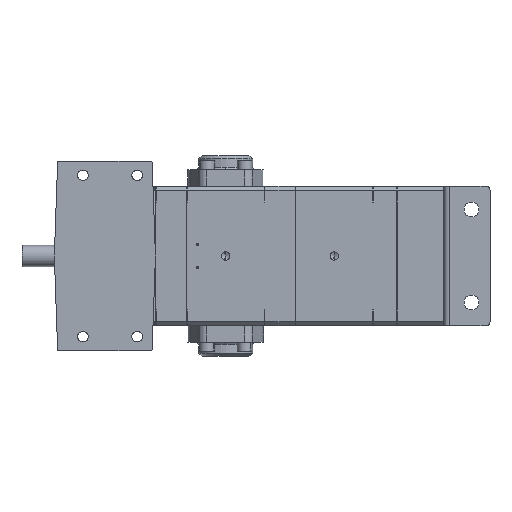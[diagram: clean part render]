
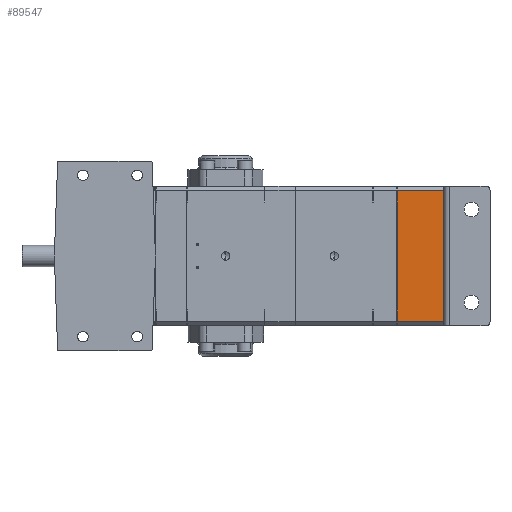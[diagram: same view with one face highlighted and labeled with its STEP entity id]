
A CAD part, front view. The second image highlights one B-rep face of the part: STEP entity #89547.
In plain terms, the highlighted planar face has unit normal (0, -1, 0).
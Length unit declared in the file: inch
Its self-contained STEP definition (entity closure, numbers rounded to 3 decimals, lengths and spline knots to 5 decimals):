
#3297 = CARTESIAN_POINT ( 'NONE',  ( 18.5435, -6., 4.25 ) ) ;
#7527 = VECTOR ( 'NONE', #110523, 39.37008 ) ;
#11642 = VECTOR ( 'NONE', #49480, 39.37008 ) ;
#12634 = PLANE ( 'NONE',  #87041 ) ;
#14735 = EDGE_CURVE ( 'Defeatured_0_359+Defeatured_0_320+Defeatured_0_321+Defeatured_0_0', #35030, #25796, #17610, .T. ) ;
#15627 = VECTOR ( 'NONE', #122661, 39.37008 ) ;
#17350 = EDGE_CURVE ( 'Defeatured_0_354+Defeatured_0_359+Defeatured_0_321+Defeatured_0_404', #32909, #31298, #37686, .T. ) ;
#17610 = LINE ( 'NONE', #20458, #21148 ) ;
#20458 = CARTESIAN_POINT ( 'NONE',  ( 18.6335, -6., -4.25 ) ) ;
#21148 = VECTOR ( 'NONE', #64989, 39.37008 ) ;
#23041 = ORIENTED_EDGE ( 'NONE', *, *, #61862, .T. ) ;
#23995 = CARTESIAN_POINT ( 'NONE',  ( 15.5585, -6., 3.47948 ) ) ;
#25347 = CARTESIAN_POINT ( 'NONE',  ( 15.5585, -6., 3.47948 ) ) ;
#25796 = VERTEX_POINT ( 'NONE', #70530 ) ;
#27926 = EDGE_CURVE ( 'Defeatured_0_404+Defeatured_0_359+Defeatured_0_354+Defeatured_0_358', #31298, #89843, #127049, .T. ) ;
#29208 = ORIENTED_EDGE ( 'NONE', *, *, #14735, .T. ) ;
#31058 = FACE_OUTER_BOUND ( 'NONE', #36005, .T. ) ;
#31298 = VERTEX_POINT ( 'NONE', #92985 ) ;
#31503 = LINE ( 'NONE', #135002, #15627 ) ;
#32909 = VERTEX_POINT ( 'NONE', #73914 ) ;
#34913 = DIRECTION ( 'NONE',  ( 0., 1., 0. ) ) ;
#35030 = VERTEX_POINT ( 'NONE', #119114 ) ;
#36005 = EDGE_LOOP ( 'NONE', ( #53578, #52500, #98923, #29208, #44889, #23041, #79347, #39727 ) ) ;
#36383 = CARTESIAN_POINT ( 'NONE',  ( 18.6335, -6., 4.54 ) ) ;
#37686 = LINE ( 'NONE', #54536, #7527 ) ;
#37751 = EDGE_CURVE ( 'Defeatured_0_317+Defeatured_0_359+Defeatured_0_358+Defeatured_0_318', #57784, #49264, #142464, .T. ) ;
#39727 = ORIENTED_EDGE ( 'NONE', *, *, #130084, .F. ) ;
#44191 = CARTESIAN_POINT ( 'NONE',  ( 15.5455, -6., 3.47948 ) ) ;
#44889 = ORIENTED_EDGE ( 'NONE', *, *, #100075, .F. ) ;
#45208 = VECTOR ( 'NONE', #132672, 39.37008 ) ;
#48493 = VECTOR ( 'NONE', #70129, 39.37008 ) ;
#49086 = DIRECTION ( 'NONE',  ( 1., 0., 0. ) ) ;
#49264 = VERTEX_POINT ( 'NONE', #79227 ) ;
#49480 = DIRECTION ( 'NONE',  ( 0., 0., -1. ) ) ;
#52500 = ORIENTED_EDGE ( 'NONE', *, *, #17350, .F. ) ;
#53578 = ORIENTED_EDGE ( 'NONE', *, *, #27926, .F. ) ;
#54536 = CARTESIAN_POINT ( 'NONE',  ( 15.5585, -6., -3.47948 ) ) ;
#57784 = VERTEX_POINT ( 'NONE', #23995 ) ;
#61862 = EDGE_CURVE ( 'Defeatured_0_359+Defeatured_0_318+Defeatured_0_0+Defeatured_0_317', #75898, #49264, #31503, .T. ) ;
#64989 = DIRECTION ( 'NONE',  ( 1., 0., 0. ) ) ;
#66294 = CARTESIAN_POINT ( 'NONE',  ( 15.5585, -6., 4.54 ) ) ;
#70129 = DIRECTION ( 'NONE',  ( 0., 0., 1. ) ) ;
#70530 = CARTESIAN_POINT ( 'NONE',  ( 18.5435, -6., -4.25 ) ) ;
#71872 = DIRECTION ( 'NONE',  ( 0., 0., 1. ) ) ;
#73914 = CARTESIAN_POINT ( 'NONE',  ( 15.5585, -6., -3.47948 ) ) ;
#75898 = VERTEX_POINT ( 'NONE', #3297 ) ;
#79227 = CARTESIAN_POINT ( 'NONE',  ( 15.5585, -6., 4.25 ) ) ;
#79347 = ORIENTED_EDGE ( 'NONE', *, *, #37751, .F. ) ;
#82015 = CARTESIAN_POINT ( 'NONE',  ( 15.5585, -6., 4.54 ) ) ;
#87041 = AXIS2_PLACEMENT_3D ( 'NONE', #36383, #34913, #71872 ) ;
#89547 = ADVANCED_FACE ( 'Defeatured_0_359', ( #31058 ), #12634, .F. ) ;
#89723 = LINE ( 'NONE', #25347, #130523 ) ;
#89843 = VERTEX_POINT ( 'NONE', #44191 ) ;
#92985 = CARTESIAN_POINT ( 'NONE',  ( 15.5455, -6., -3.47948 ) ) ;
#98342 = EDGE_CURVE ( 'Defeatured_0_321+Defeatured_0_359+Defeatured_0_320+Defeatured_0_354', #35030, #32909, #123234, .T. ) ;
#98923 = ORIENTED_EDGE ( 'NONE', *, *, #98342, .F. ) ;
#100075 = EDGE_CURVE ( 'Defeatured_0_0+Defeatured_0_359+Defeatured_0_318+Defeatured_0_320', #75898, #25796, #107275, .T. ) ;
#107275 = LINE ( 'NONE', #128683, #11642 ) ;
#108940 = CARTESIAN_POINT ( 'NONE',  ( 15.5455, -6., 4.54 ) ) ;
#109327 = VECTOR ( 'NONE', #144594, 39.37008 ) ;
#110523 = DIRECTION ( 'NONE',  ( -1., 0., 0. ) ) ;
#119114 = CARTESIAN_POINT ( 'NONE',  ( 15.5585, -6., -4.25 ) ) ;
#122661 = DIRECTION ( 'NONE',  ( -1., 0., 0. ) ) ;
#123234 = LINE ( 'NONE', #66294, #45208 ) ;
#127049 = LINE ( 'NONE', #108940, #109327 ) ;
#128683 = CARTESIAN_POINT ( 'NONE',  ( 18.5435, -6., -4.25 ) ) ;
#130084 = EDGE_CURVE ( 'Defeatured_0_358+Defeatured_0_359+Defeatured_0_404+Defeatured_0_317', #89843, #57784, #89723, .T. ) ;
#130523 = VECTOR ( 'NONE', #49086, 39.37008 ) ;
#132672 = DIRECTION ( 'NONE',  ( 0., 0., 1. ) ) ;
#135002 = CARTESIAN_POINT ( 'NONE',  ( 15.5435, -6., 4.25 ) ) ;
#142464 = LINE ( 'NONE', #82015, #48493 ) ;
#144594 = DIRECTION ( 'NONE',  ( 0., 0., 1. ) ) ;
